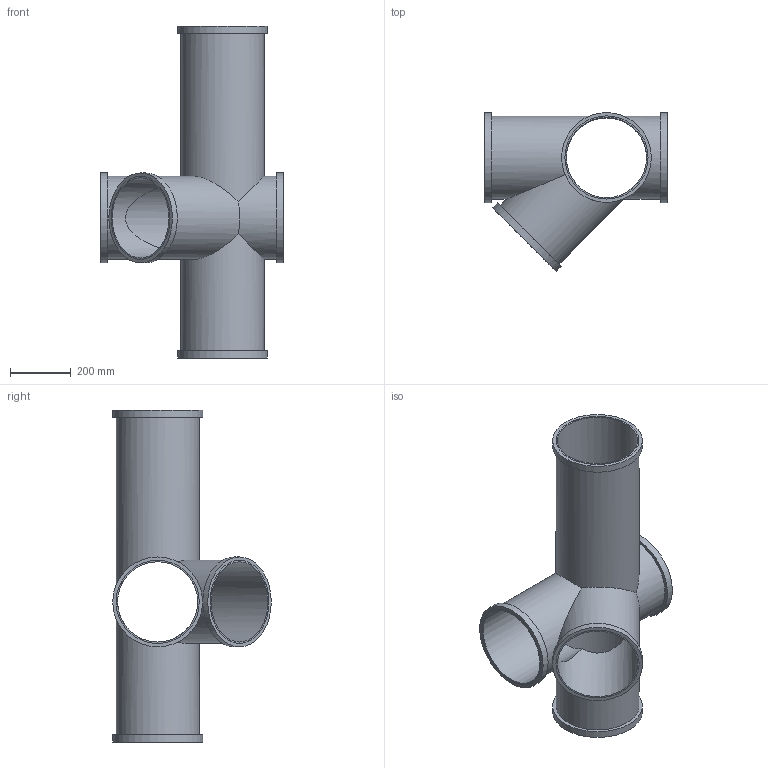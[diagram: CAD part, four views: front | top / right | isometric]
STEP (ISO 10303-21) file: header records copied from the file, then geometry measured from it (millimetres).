
FILE_DESCRIPTION(('FreeCAD Model'),'2;1');
FILE_NAME('bi_dump_chamber.step', '2018-04-26T13:49:14',('Author'),(''), 'Open CASCADE STEP processor 7.2','FreeCAD','Unknown');
FILE_SCHEMA(('AUTOMOTIVE_DESIGN { 1 0 10303 214 1 1 1 1 }'));
Length unit declared in the file: millimetre
Products named in the file (1): difference
Bounding box: 600 x 520.5 x 1090 mm (x, y, z)
Volume: 7054445.8 mm3; surface area: 2607036.6 mm2
Topology: 1 solids, 1 shells, 30 faces, 69 edges, 48 vertices
Faces by surface type: cylinder 15, plane 15
Full cylindrical faces by diameter (mm): 263.54 x5, 273.1 x5, 295 x5
Entity records: 2477 total; most frequent: CARTESIAN_POINT 849, DIRECTION 265, ORIENTED_EDGE 138, PCURVE 138, DEFINITIONAL_REPRESENTATION 138, AXIS2_PLACEMENT_3D 85, EDGE_CURVE 69, LINE 65
